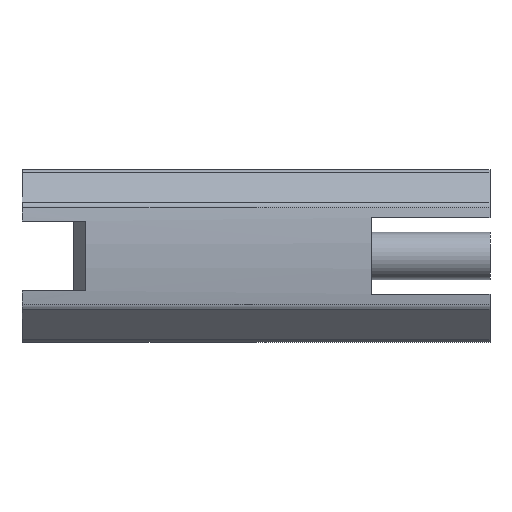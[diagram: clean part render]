
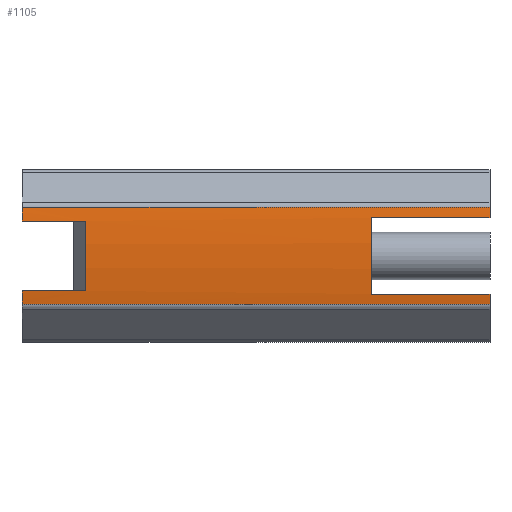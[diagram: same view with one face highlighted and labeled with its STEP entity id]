
A CAD part, top view. The second image highlights one B-rep face of the part: STEP entity #1105.
In plain terms, the highlighted cylindrical face has radius 21.116 mm (diameter 42.232 mm), a partial arc.
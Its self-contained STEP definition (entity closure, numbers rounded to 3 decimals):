
#200 = VERTEX_POINT('',#201);
#201 = CARTESIAN_POINT('',(0.,3.054,5.178));
#208 = EDGE_CURVE('',#200,#209,#211,.T.);
#209 = VERTEX_POINT('',#210);
#210 = CARTESIAN_POINT('',(0.,2.2,5.285));
#211 = CIRCLE('',#212,21.116);
#212 = AXIS2_PLACEMENT_3D('',#213,#214,#215);
#213 = CARTESIAN_POINT('',(0.,0.,-15.716));
#214 = DIRECTION('',(1.,0.,0.));
#215 = DIRECTION('',(0.,1.,0.));
#843 = VERTEX_POINT('',#844);
#844 = CARTESIAN_POINT('',(29.5,3.054,5.178));
#851 = EDGE_CURVE('',#843,#852,#854,.T.);
#852 = VERTEX_POINT('',#853);
#853 = CARTESIAN_POINT('',(29.5,2.4,5.263));
#854 = CIRCLE('',#855,21.116);
#855 = AXIS2_PLACEMENT_3D('',#856,#857,#858);
#856 = CARTESIAN_POINT('',(29.5,0.,-15.716));
#857 = DIRECTION('',(1.,0.,0.));
#858 = DIRECTION('',(0.,1.,0.));
#970 = EDGE_CURVE('',#200,#843,#971,.T.);
#971 = LINE('',#972,#973);
#972 = CARTESIAN_POINT('',(0.,3.054,5.178));
#973 = VECTOR('',#974,1.);
#974 = DIRECTION('',(1.,0.,0.));
#1070 = EDGE_CURVE('',#1071,#209,#1073,.T.);
#1071 = VERTEX_POINT('',#1072);
#1072 = CARTESIAN_POINT('',(4.,2.2,5.285));
#1073 = LINE('',#1074,#1075);
#1074 = CARTESIAN_POINT('',(0.,2.2,5.285));
#1075 = VECTOR('',#1076,1.);
#1076 = DIRECTION('',(-1.,0.,0.));
#1105 = ADVANCED_FACE('',(#1106),#1178,.T.);
#1106 = FACE_BOUND('',#1107,.T.);
#1107 = EDGE_LOOP('',(#1108,#1109,#1118,#1126,#1135,#1143,#1152,#1160,
    #1169,#1175,#1176,#1177));
#1108 = ORIENTED_EDGE('',*,*,#1070,.F.);
#1109 = ORIENTED_EDGE('',*,*,#1110,.F.);
#1110 = EDGE_CURVE('',#1111,#1071,#1113,.T.);
#1111 = VERTEX_POINT('',#1112);
#1112 = CARTESIAN_POINT('',(4.,-2.2,5.285));
#1113 = CIRCLE('',#1114,21.116);
#1114 = AXIS2_PLACEMENT_3D('',#1115,#1116,#1117);
#1115 = CARTESIAN_POINT('',(4.,0.,-15.716));
#1116 = DIRECTION('',(-1.,0.,0.));
#1117 = DIRECTION('',(0.,1.,0.));
#1118 = ORIENTED_EDGE('',*,*,#1119,.T.);
#1119 = EDGE_CURVE('',#1111,#1120,#1122,.T.);
#1120 = VERTEX_POINT('',#1121);
#1121 = CARTESIAN_POINT('',(0.,-2.2,5.285));
#1122 = LINE('',#1123,#1124);
#1123 = CARTESIAN_POINT('',(0.,-2.2,5.285));
#1124 = VECTOR('',#1125,1.);
#1125 = DIRECTION('',(-1.,0.,0.));
#1126 = ORIENTED_EDGE('',*,*,#1127,.T.);
#1127 = EDGE_CURVE('',#1120,#1128,#1130,.T.);
#1128 = VERTEX_POINT('',#1129);
#1129 = CARTESIAN_POINT('',(0.,-3.054,5.178));
#1130 = CIRCLE('',#1131,21.116);
#1131 = AXIS2_PLACEMENT_3D('',#1132,#1133,#1134);
#1132 = CARTESIAN_POINT('',(0.,0.,-15.716));
#1133 = DIRECTION('',(1.,0.,0.));
#1134 = DIRECTION('',(0.,1.,0.));
#1135 = ORIENTED_EDGE('',*,*,#1136,.T.);
#1136 = EDGE_CURVE('',#1128,#1137,#1139,.T.);
#1137 = VERTEX_POINT('',#1138);
#1138 = CARTESIAN_POINT('',(29.5,-3.054,5.178));
#1139 = LINE('',#1140,#1141);
#1140 = CARTESIAN_POINT('',(0.,-3.054,5.178));
#1141 = VECTOR('',#1142,1.);
#1142 = DIRECTION('',(1.,0.,0.));
#1143 = ORIENTED_EDGE('',*,*,#1144,.F.);
#1144 = EDGE_CURVE('',#1145,#1137,#1147,.T.);
#1145 = VERTEX_POINT('',#1146);
#1146 = CARTESIAN_POINT('',(29.5,-2.4,5.263));
#1147 = CIRCLE('',#1148,21.116);
#1148 = AXIS2_PLACEMENT_3D('',#1149,#1150,#1151);
#1149 = CARTESIAN_POINT('',(29.5,0.,-15.716));
#1150 = DIRECTION('',(1.,0.,0.));
#1151 = DIRECTION('',(0.,1.,0.));
#1152 = ORIENTED_EDGE('',*,*,#1153,.T.);
#1153 = EDGE_CURVE('',#1145,#1154,#1156,.T.);
#1154 = VERTEX_POINT('',#1155);
#1155 = CARTESIAN_POINT('',(22.,-2.4,5.263));
#1156 = LINE('',#1157,#1158);
#1157 = CARTESIAN_POINT('',(0.,-2.4,5.263));
#1158 = VECTOR('',#1159,1.);
#1159 = DIRECTION('',(-1.,0.,0.));
#1160 = ORIENTED_EDGE('',*,*,#1161,.T.);
#1161 = EDGE_CURVE('',#1154,#1162,#1164,.T.);
#1162 = VERTEX_POINT('',#1163);
#1163 = CARTESIAN_POINT('',(22.,2.4,5.263));
#1164 = CIRCLE('',#1165,21.116);
#1165 = AXIS2_PLACEMENT_3D('',#1166,#1167,#1168);
#1166 = CARTESIAN_POINT('',(22.,0.,-15.716));
#1167 = DIRECTION('',(-1.,0.,0.));
#1168 = DIRECTION('',(0.,1.,0.));
#1169 = ORIENTED_EDGE('',*,*,#1170,.F.);
#1170 = EDGE_CURVE('',#852,#1162,#1171,.T.);
#1171 = LINE('',#1172,#1173);
#1172 = CARTESIAN_POINT('',(0.,2.4,5.263));
#1173 = VECTOR('',#1174,1.);
#1174 = DIRECTION('',(-1.,0.,0.));
#1175 = ORIENTED_EDGE('',*,*,#851,.F.);
#1176 = ORIENTED_EDGE('',*,*,#970,.F.);
#1177 = ORIENTED_EDGE('',*,*,#208,.T.);
#1178 = CYLINDRICAL_SURFACE('',#1179,21.116);
#1179 = AXIS2_PLACEMENT_3D('',#1180,#1181,#1182);
#1180 = CARTESIAN_POINT('',(0.,0.,-15.716));
#1181 = DIRECTION('',(-1.,0.,0.));
#1182 = DIRECTION('',(0.,1.,0.));
